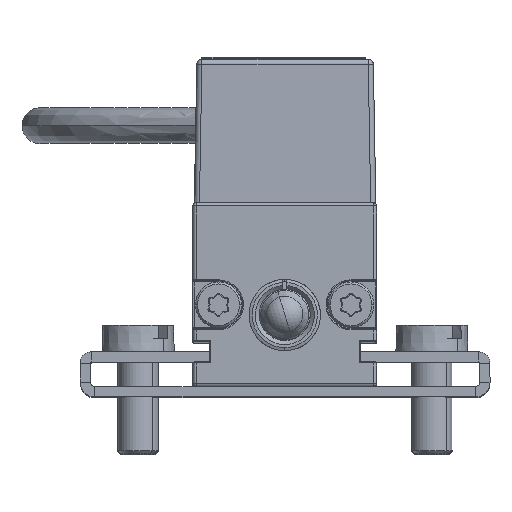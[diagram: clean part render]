
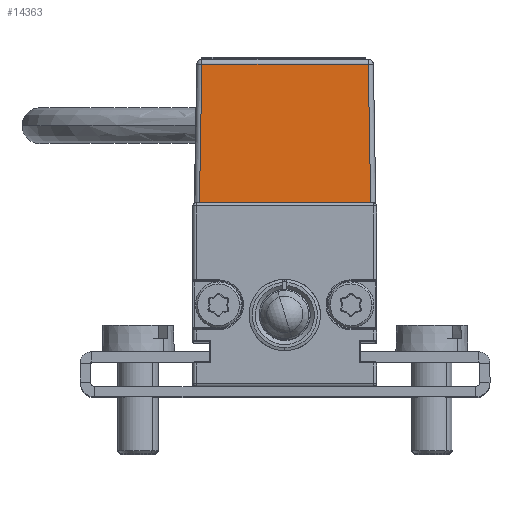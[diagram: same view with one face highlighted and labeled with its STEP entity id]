
A CAD part, top view. The second image highlights one B-rep face of the part: STEP entity #14363.
In plain terms, the highlighted planar face has unit normal (0, 0.018, 1).
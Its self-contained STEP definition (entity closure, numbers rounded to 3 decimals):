
#152 = VERTEX_POINT ( 'NONE', #1671 ) ;
#703 = LINE ( 'NONE', #8274, #23008 ) ;
#960 = LINE ( 'NONE', #9083, #11172 ) ;
#1657 = VERTEX_POINT ( 'NONE', #14043 ) ;
#1671 = CARTESIAN_POINT ( 'NONE',  ( -8.129, 31.583, 89.171 ) ) ;
#1788 = DIRECTION ( 'NONE',  ( -0.017, 1., -0.017 ) ) ;
#1833 = VECTOR ( 'NONE', #13391, 1000. ) ;
#1936 = CARTESIAN_POINT ( 'NONE',  ( -8.366, 17.991, 89.409 ) ) ;
#4131 = DIRECTION ( 'NONE',  ( -0.017, -1., 0.017 ) ) ;
#4665 = CARTESIAN_POINT ( 'NONE',  ( -8.868, 18., 89.409 ) ) ;
#4673 = FACE_OUTER_BOUND ( 'NONE', #6035, .T. ) ;
#4775 = VECTOR ( 'NONE', #4131, 1000. ) ;
#5321 = CARTESIAN_POINT ( 'NONE',  ( -8.366, 18., 89.409 ) ) ;
#5444 = LINE ( 'NONE', #1936, #4775 ) ;
#5661 = ORIENTED_EDGE ( 'NONE', *, *, #25932, .T. ) ;
#6035 = EDGE_LOOP ( 'NONE', ( #17205, #5661, #24589, #15997 ) ) ;
#6624 = CARTESIAN_POINT ( 'NONE',  ( -8.868, 18., 89.409 ) ) ;
#7616 = LINE ( 'NONE', #4665, #1833 ) ;
#8274 = CARTESIAN_POINT ( 'NONE',  ( 8.421, 18.302, 89.403 ) ) ;
#8866 = DIRECTION ( 'NONE',  ( 0., -1., 0.017 ) ) ;
#9083 = CARTESIAN_POINT ( 'NONE',  ( -8.868, 31.583, 89.171 ) ) ;
#11172 = VECTOR ( 'NONE', #19900, 1000. ) ;
#12309 = EDGE_CURVE ( 'NONE', #16767, #18218, #7616, .T. ) ;
#12921 = PLANE ( 'NONE',  #13367 ) ;
#13367 = AXIS2_PLACEMENT_3D ( 'NONE', #6624, #21718, #8866 ) ;
#13391 = DIRECTION ( 'NONE',  ( 1., 0., 0. ) ) ;
#13413 = CARTESIAN_POINT ( 'NONE',  ( 8.426, 18., 89.409 ) ) ;
#14043 = CARTESIAN_POINT ( 'NONE',  ( 8.189, 31.583, 89.171 ) ) ;
#14363 = ADVANCED_FACE ( 'NONE', ( #4673 ), #12921, .T. ) ;
#15997 = ORIENTED_EDGE ( 'NONE', *, *, #12309, .T. ) ;
#16497 = EDGE_CURVE ( 'NONE', #152, #16767, #5444, .T. ) ;
#16767 = VERTEX_POINT ( 'NONE', #5321 ) ;
#17205 = ORIENTED_EDGE ( 'NONE', *, *, #25260, .T. ) ;
#18218 = VERTEX_POINT ( 'NONE', #13413 ) ;
#19900 = DIRECTION ( 'NONE',  ( -1., 0., 0. ) ) ;
#21718 = DIRECTION ( 'NONE',  ( 0., 0.017, 1. ) ) ;
#23008 = VECTOR ( 'NONE', #1788, 1000. ) ;
#24589 = ORIENTED_EDGE ( 'NONE', *, *, #16497, .T. ) ;
#25260 = EDGE_CURVE ( 'NONE', #18218, #1657, #703, .T. ) ;
#25932 = EDGE_CURVE ( 'NONE', #1657, #152, #960, .T. ) ;
